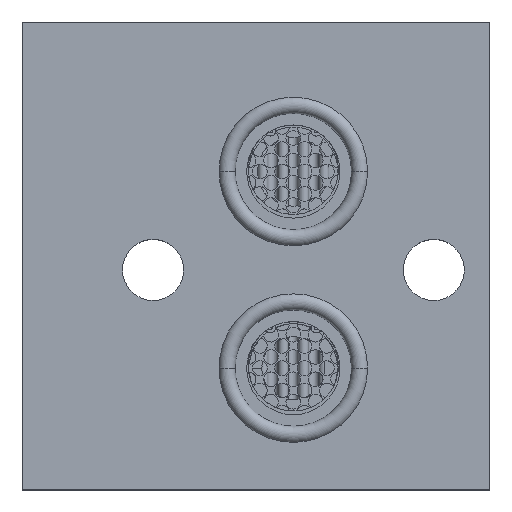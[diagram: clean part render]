
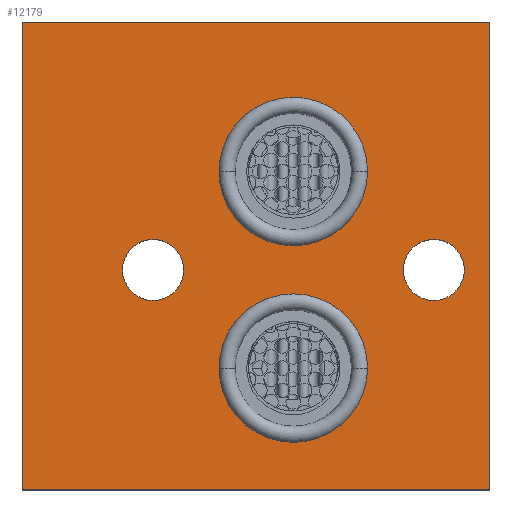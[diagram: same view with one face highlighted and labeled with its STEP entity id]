
A CAD part, top view. The second image highlights one B-rep face of the part: STEP entity #12179.
In plain terms, the highlighted planar face has unit normal (0, 0, 1).
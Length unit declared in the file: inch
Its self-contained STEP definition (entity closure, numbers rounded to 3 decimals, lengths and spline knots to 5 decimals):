
#1434=DIRECTION('',(1.,0.,0.));
#1435=VECTOR('',#1434,1.968);
#1436=CARTESIAN_POINT('',(0.,0.,0.45));
#1437=LINE('',#1436,#1435);
#1438=DIRECTION('',(0.,-1.,0.));
#1439=VECTOR('',#1438,1.968);
#1440=CARTESIAN_POINT('',(0.,1.968,0.45));
#1441=LINE('',#1440,#1439);
#1442=DIRECTION('',(-1.,0.,0.));
#1443=VECTOR('',#1442,1.968);
#1444=CARTESIAN_POINT('',(1.968,1.968,0.45));
#1445=LINE('',#1444,#1443);
#1446=DIRECTION('',(0.,1.,0.));
#1447=VECTOR('',#1446,1.968);
#1448=CARTESIAN_POINT('',(1.968,0.,0.45));
#1449=LINE('',#1448,#1447);
#1450=CARTESIAN_POINT('',(0.551,0.925,0.45));
#1451=DIRECTION('',(0.,0.,1.));
#1452=DIRECTION('',(1.,0.,0.));
#1453=AXIS2_PLACEMENT_3D('',#1450,#1451,#1452);
#1455=CARTESIAN_POINT('',(0.551,0.925,0.45));
#1456=DIRECTION('',(0.,0.,1.));
#1457=DIRECTION('',(-1.,0.,0.));
#1458=AXIS2_PLACEMENT_3D('',#1455,#1456,#1457);
#1460=CARTESIAN_POINT('',(1.732,0.925,0.45));
#1461=DIRECTION('',(0.,0.,1.));
#1462=DIRECTION('',(1.,0.,0.));
#1463=AXIS2_PLACEMENT_3D('',#1460,#1461,#1462);
#1465=CARTESIAN_POINT('',(1.732,0.925,0.45));
#1466=DIRECTION('',(0.,0.,1.));
#1467=DIRECTION('',(-1.,0.,0.));
#1468=AXIS2_PLACEMENT_3D('',#1465,#1466,#1467);
#1470=CARTESIAN_POINT('',(1.141,0.512,0.45));
#1471=DIRECTION('',(0.,0.,1.));
#1472=DIRECTION('',(-1.,0.,0.));
#1473=AXIS2_PLACEMENT_3D('',#1470,#1471,#1472);
#1475=CARTESIAN_POINT('',(1.141,0.512,0.45));
#1476=DIRECTION('',(0.,0.,1.));
#1477=DIRECTION('',(1.,0.,0.));
#1478=AXIS2_PLACEMENT_3D('',#1475,#1476,#1477);
#1480=CARTESIAN_POINT('',(1.141,1.339,0.45));
#1481=DIRECTION('',(0.,0.,1.));
#1482=DIRECTION('',(-1.,0.,0.));
#1483=AXIS2_PLACEMENT_3D('',#1480,#1481,#1482);
#1485=CARTESIAN_POINT('',(1.141,1.339,0.45));
#1486=DIRECTION('',(0.,0.,1.));
#1487=DIRECTION('',(1.,0.,0.));
#1488=AXIS2_PLACEMENT_3D('',#1485,#1486,#1487);
#8416=CARTESIAN_POINT('',(0.,0.,0.45));
#8417=CARTESIAN_POINT('',(1.968,0.,0.45));
#8418=VERTEX_POINT('',#8416);
#8419=VERTEX_POINT('',#8417);
#8420=CARTESIAN_POINT('',(1.968,1.968,0.45));
#8421=VERTEX_POINT('',#8420);
#8422=CARTESIAN_POINT('',(0.,1.968,0.45));
#8423=VERTEX_POINT('',#8422);
#8432=CARTESIAN_POINT('',(0.6795,0.925,0.45));
#8433=CARTESIAN_POINT('',(0.4225,0.925,0.45));
#8434=VERTEX_POINT('',#8432);
#8435=VERTEX_POINT('',#8433);
#8436=CARTESIAN_POINT('',(1.8605,0.925,0.45));
#8437=CARTESIAN_POINT('',(1.6035,0.925,0.45));
#8438=VERTEX_POINT('',#8436);
#8439=VERTEX_POINT('',#8437);
#8472=CARTESIAN_POINT('',(0.8285,0.512,0.45));
#8473=CARTESIAN_POINT('',(1.4535,0.512,0.45));
#8474=VERTEX_POINT('',#8472);
#8475=VERTEX_POINT('',#8473);
#8508=CARTESIAN_POINT('',(0.8285,1.339,0.45));
#8509=CARTESIAN_POINT('',(1.4535,1.339,0.45));
#8510=VERTEX_POINT('',#8508);
#8511=VERTEX_POINT('',#8509);
#12144=CARTESIAN_POINT('',(0.,0.,0.45));
#12145=DIRECTION('',(0.,0.,1.));
#12146=DIRECTION('',(1.,0.,0.));
#12147=AXIS2_PLACEMENT_3D('',#12144,#12145,#12146);
#12148=PLANE('',#12147);
#12149=ORIENTED_EDGE('',*,*,#12096,.F.);
#12150=ORIENTED_EDGE('',*,*,#12111,.F.);
#12151=ORIENTED_EDGE('',*,*,#12125,.F.);
#12152=ORIENTED_EDGE('',*,*,#12138,.F.);
#12153=EDGE_LOOP('',(#12149,#12150,#12151,#12152));
#12154=FACE_OUTER_BOUND('',#12153,.F.);
#12156=ORIENTED_EDGE('',*,*,#12155,.T.);
#12158=ORIENTED_EDGE('',*,*,#12157,.T.);
#12159=EDGE_LOOP('',(#12156,#12158));
#12160=FACE_BOUND('',#12159,.F.);
#12162=ORIENTED_EDGE('',*,*,#12161,.T.);
#12164=ORIENTED_EDGE('',*,*,#12163,.T.);
#12165=EDGE_LOOP('',(#12162,#12164));
#12166=FACE_BOUND('',#12165,.F.);
#12168=ORIENTED_EDGE('',*,*,#12167,.T.);
#12170=ORIENTED_EDGE('',*,*,#12169,.T.);
#12171=EDGE_LOOP('',(#12168,#12170));
#12172=FACE_BOUND('',#12171,.F.);
#12174=ORIENTED_EDGE('',*,*,#12173,.T.);
#12176=ORIENTED_EDGE('',*,*,#12175,.T.);
#12177=EDGE_LOOP('',(#12174,#12176));
#12178=FACE_BOUND('',#12177,.F.);
#1454=CIRCLE('',#1453,0.1285);
#1459=CIRCLE('',#1458,0.1285);
#1464=CIRCLE('',#1463,0.1285);
#1469=CIRCLE('',#1468,0.1285);
#1474=CIRCLE('',#1473,0.3125);
#1479=CIRCLE('',#1478,0.3125);
#1484=CIRCLE('',#1483,0.3125);
#1489=CIRCLE('',#1488,0.3125);
#12096=EDGE_CURVE('',#8418,#8419,#1437,.T.);
#12111=EDGE_CURVE('',#8423,#8418,#1441,.T.);
#12125=EDGE_CURVE('',#8421,#8423,#1445,.T.);
#12138=EDGE_CURVE('',#8419,#8421,#1449,.T.);
#12155=EDGE_CURVE('',#8434,#8435,#1454,.T.);
#12157=EDGE_CURVE('',#8435,#8434,#1459,.T.);
#12161=EDGE_CURVE('',#8438,#8439,#1464,.T.);
#12163=EDGE_CURVE('',#8439,#8438,#1469,.T.);
#12167=EDGE_CURVE('',#8474,#8475,#1474,.T.);
#12169=EDGE_CURVE('',#8475,#8474,#1479,.T.);
#12173=EDGE_CURVE('',#8510,#8511,#1484,.T.);
#12175=EDGE_CURVE('',#8511,#8510,#1489,.T.);
#12179=ADVANCED_FACE('',(#12154,#12160,#12166,#12172,#12178),#12148,.T.);
